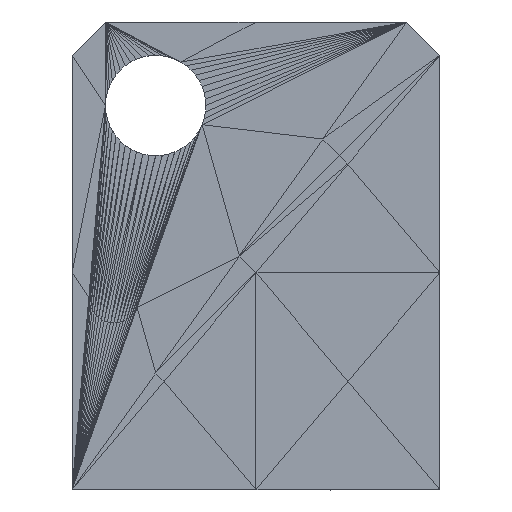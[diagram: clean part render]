
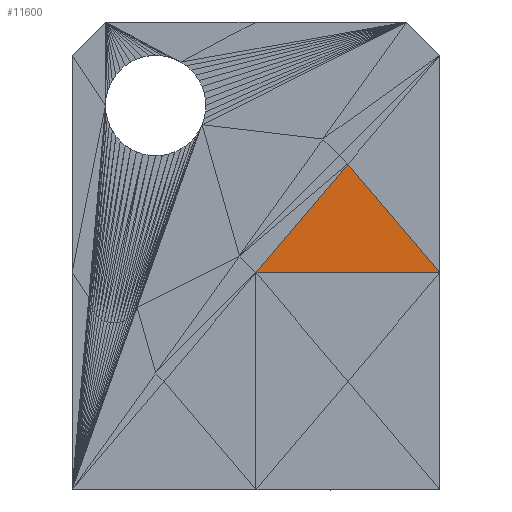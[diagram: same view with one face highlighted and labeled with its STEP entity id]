
A CAD part, left-side view. The second image highlights one B-rep face of the part: STEP entity #11600.
In plain terms, the highlighted planar face has unit normal (-1, 0, 0).
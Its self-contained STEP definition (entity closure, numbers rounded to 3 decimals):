
#36=FACE_OUTER_BOUND('',#1088,.T.);
#1088=EDGE_LOOP('',(#7434,#7435,#7436));
#2131=LINE('',#17410,#3709);
#2133=LINE('',#17415,#3711);
#2171=LINE('',#17490,#3749);
#3709=VECTOR('',#13721,10.);
#3711=VECTOR('',#13725,10.);
#3749=VECTOR('',#13795,10.);
#5283=VERTEX_POINT('',#17405);
#5285=VERTEX_POINT('',#17408);
#5287=VERTEX_POINT('',#17414);
#5805=EDGE_CURVE('',#5285,#5283,#2131,.T.);
#5807=EDGE_CURVE('',#5287,#5283,#2133,.T.);
#5845=EDGE_CURVE('',#5285,#5287,#2171,.T.);
#7434=ORIENTED_EDGE('',*,*,#5845,.T.);
#7435=ORIENTED_EDGE('',*,*,#5807,.T.);
#7436=ORIENTED_EDGE('',*,*,#5805,.F.);
#10548=PLANE('',#12666);
#11600=ADVANCED_FACE('',(#36),#10548,.T.);
#12666=AXIS2_PLACEMENT_3D('',#17489,#13793,#13794);
#13721=DIRECTION('',(0.,1.,0.));
#13725=DIRECTION('',(0.,0.646,-0.763));
#13793=DIRECTION('center_axis',(-1.,0.,
0.));
#13794=DIRECTION('ref_axis',(0.,0.,1.));
#13795=DIRECTION('',(0.,0.646,0.763));
#17405=CARTESIAN_POINT('',(0.,11.,13.));
#17408=CARTESIAN_POINT('',(0.,0.,13.));
#17410=CARTESIAN_POINT('',(0.,0.,13.));
#17414=CARTESIAN_POINT('',(0.,5.5,19.5));
#17415=CARTESIAN_POINT('',(0.,5.5,19.5));
#17489=CARTESIAN_POINT('Origin',(0.,11.,
13.));
#17490=CARTESIAN_POINT('',(0.,0.,13.));
